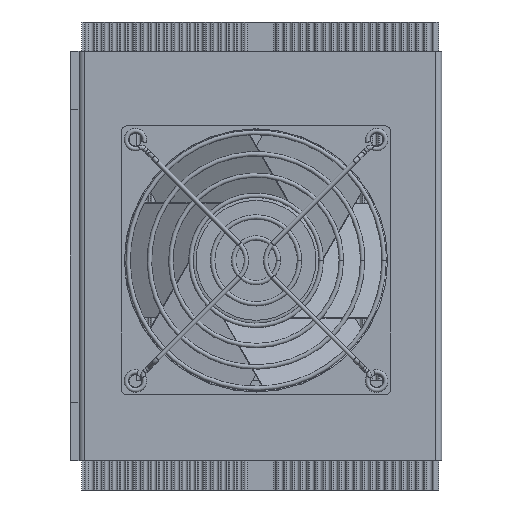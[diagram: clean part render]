
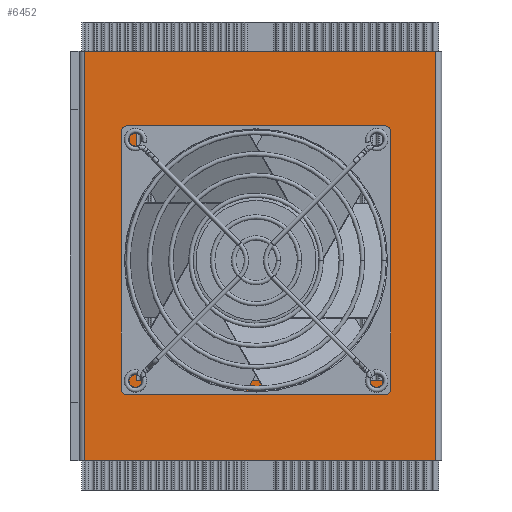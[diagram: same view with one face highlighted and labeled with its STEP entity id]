
A CAD part, front view. The second image highlights one B-rep face of the part: STEP entity #6452.
In plain terms, the highlighted planar face has unit normal (0, -1, 0).
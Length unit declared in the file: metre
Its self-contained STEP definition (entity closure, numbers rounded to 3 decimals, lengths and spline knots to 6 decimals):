
#208=LINE('',#9902,#791);
#211=LINE('',#9908,#794);
#214=LINE('',#9914,#797);
#217=LINE('',#9920,#800);
#221=LINE('',#9932,#804);
#233=LINE('',#9973,#816);
#238=LINE('',#9990,#821);
#239=LINE('',#9992,#822);
#791=VECTOR('',#7835,1.);
#794=VECTOR('',#7840,1.);
#797=VECTOR('',#7845,1.);
#800=VECTOR('',#7850,1.);
#804=VECTOR('',#7860,1.);
#816=VECTOR('',#7890,1.);
#821=VECTOR('',#7909,1.);
#822=VECTOR('',#7912,1.);
#1506=ORIENTED_EDGE('',*,*,#3384,.T.);
#1507=ORIENTED_EDGE('',*,*,#3354,.F.);
#1508=ORIENTED_EDGE('',*,*,#3383,.F.);
#1509=ORIENTED_EDGE('',*,*,#3374,.T.);
#1510=ORIENTED_EDGE('',*,*,#3348,.F.);
#1511=ORIENTED_EDGE('',*,*,#3345,.F.);
#1512=ORIENTED_EDGE('',*,*,#3342,.F.);
#1513=ORIENTED_EDGE('',*,*,#3339,.F.);
#3339=EDGE_CURVE('',#4285,#4286,#208,.T.);
#3342=EDGE_CURVE('',#4286,#4288,#211,.T.);
#3345=EDGE_CURVE('',#4288,#4290,#214,.T.);
#3348=EDGE_CURVE('',#4290,#4285,#217,.T.);
#3354=EDGE_CURVE('',#4296,#4297,#221,.T.);
#3374=EDGE_CURVE('',#4317,#4316,#233,.T.);
#3383=EDGE_CURVE('',#4317,#4296,#238,.T.);
#3384=EDGE_CURVE('',#4316,#4297,#239,.T.);
#4285=VERTEX_POINT('',#9901);
#4286=VERTEX_POINT('',#9903);
#4288=VERTEX_POINT('',#9909);
#4290=VERTEX_POINT('',#9915);
#4296=VERTEX_POINT('',#9931);
#4297=VERTEX_POINT('',#9933);
#4316=VERTEX_POINT('',#9972);
#4317=VERTEX_POINT('',#9974);
#5265=EDGE_LOOP('',(#1506,#1507,#1508,#1509));
#5266=EDGE_LOOP('',(#1510,#1511,#1512,#1513));
#5754=FACE_BOUND('',#5265,.T.);
#5755=FACE_BOUND('',#5266,.T.);
#6237=PLANE('',#7104);
#6452=ADVANCED_FACE('',(#5754,#5755),#6237,.T.);
#7104=AXIS2_PLACEMENT_3D('',#9991,#7910,#7911);
#7835=DIRECTION('',(-1.,0.,0.));
#7840=DIRECTION('',(0.,0.,-1.));
#7845=DIRECTION('',(1.,0.,0.));
#7850=DIRECTION('',(0.,0.,1.));
#7860=DIRECTION('',(1.,0.,0.));
#7890=DIRECTION('',(1.,0.,0.));
#7909=DIRECTION('',(0.,0.,1.));
#7910=DIRECTION('',(0.,-1.,0.));
#7911=DIRECTION('',(0.,0.,-1.));
#7912=DIRECTION('',(0.,0.,1.));
#9901=CARTESIAN_POINT('',(0.0425,-0.025461,0.0425));
#9902=CARTESIAN_POINT('',(-0.0425,-0.025461,0.0425));
#9903=CARTESIAN_POINT('',(-0.0425,-0.025461,0.0425));
#9908=CARTESIAN_POINT('',(-0.0425,-0.025461,0.0425));
#9909=CARTESIAN_POINT('',(-0.0425,-0.025461,-0.0425));
#9914=CARTESIAN_POINT('',(-0.0425,-0.025461,-0.0425));
#9915=CARTESIAN_POINT('',(0.0425,-0.025461,-0.0425));
#9920=CARTESIAN_POINT('',(0.0425,-0.025461,0.0425));
#9931=CARTESIAN_POINT('',(-0.06,-0.025461,0.07));
#9932=CARTESIAN_POINT('',(-0.06,-0.025461,0.07));
#9933=CARTESIAN_POINT('',(0.06,-0.025461,0.07));
#9972=CARTESIAN_POINT('',(0.06,-0.025461,-0.07));
#9973=CARTESIAN_POINT('',(-0.06,-0.025461,-0.07));
#9974=CARTESIAN_POINT('',(-0.06,-0.025461,-0.07));
#9990=CARTESIAN_POINT('',(-0.06,-0.025461,-0.07));
#9991=CARTESIAN_POINT('',(-0.06,-0.025461,-0.07));
#9992=CARTESIAN_POINT('',(0.06,-0.025461,-0.07));
